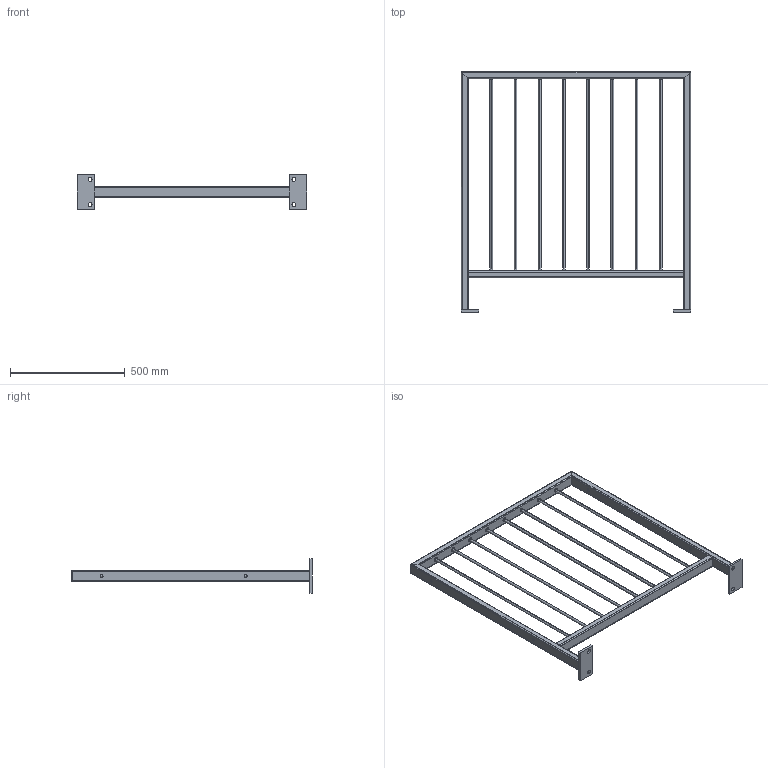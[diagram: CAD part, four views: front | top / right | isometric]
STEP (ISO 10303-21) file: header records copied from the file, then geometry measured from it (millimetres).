
FILE_DESCRIPTION (( 'STEP AP203' ), '1' );
FILE_NAME ('220015B.STEP', '2024-11-08T09:23:09', ( '' ), ( '' ), 'SwSTEP 2.0', 'SolidWorks 2023', '' );
FILE_SCHEMA (( 'CONFIG_CONTROL_DESIGN' ));
Length unit declared in the file: millimetre
Products named in the file (1): 220015B
Bounding box: 1000 x 1050 x 150 mm (x, y, z)
Volume: 2447684.7 mm3; surface area: 1450855.2 mm2
Topology: 30 solids, 30 shells, 220 faces, 496 edges, 320 vertices
Faces by surface type: cylinder 104, plane 84, cone 32
Entity records: 6319 total; most frequent: CARTESIAN_POINT 1133, DIRECTION 1114, ORIENTED_EDGE 992, EDGE_CURVE 496, AXIS2_PLACEMENT_3D 429, VERTEX_POINT 320, EDGE_LOOP 268, LINE 256
